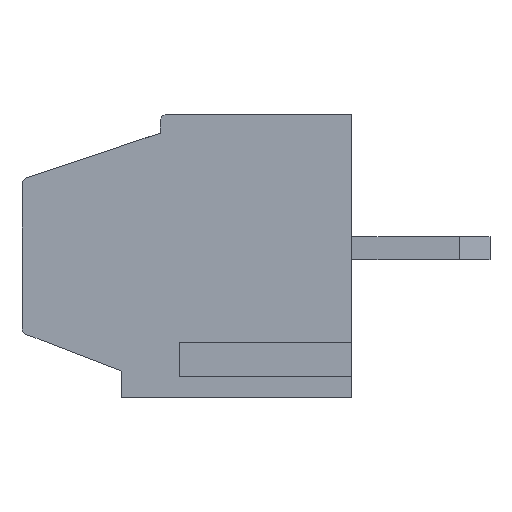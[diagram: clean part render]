
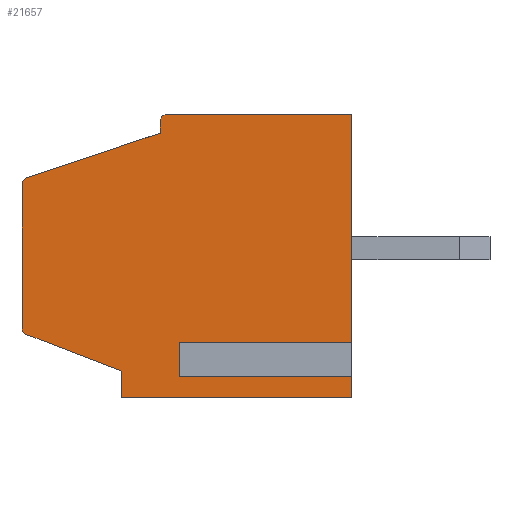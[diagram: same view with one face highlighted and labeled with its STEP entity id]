
A CAD part, left-side view. The second image highlights one B-rep face of the part: STEP entity #21657.
In plain terms, the highlighted planar face has unit normal (-1, 0, 0).
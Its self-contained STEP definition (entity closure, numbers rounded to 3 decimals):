
#404 = EDGE_CURVE ( 'NONE', #23871, #14289, #17319, .T. ) ;
#406 = DIRECTION ( 'NONE',  ( 0., 0., -1. ) ) ;
#436 = VECTOR ( 'NONE', #15028, 1000. ) ;
#766 = VERTEX_POINT ( 'NONE', #10550 ) ;
#814 = VECTOR ( 'NONE', #19351, 1000. ) ;
#940 = VERTEX_POINT ( 'NONE', #946 ) ;
#946 = CARTESIAN_POINT ( 'NONE',  ( 0., 4.5, 1.268 ) ) ;
#961 = LINE ( 'NONE', #25285, #1482 ) ;
#983 = AXIS2_PLACEMENT_3D ( 'NONE', #26611, #19954, #11422 ) ;
#1002 = LINE ( 'NONE', #20799, #20493 ) ;
#1191 = EDGE_CURVE ( 'NONE', #940, #14471, #18601, .T. ) ;
#1482 = VECTOR ( 'NONE', #12378, 1000. ) ;
#1513 = EDGE_LOOP ( 'NONE', ( #20063, #21734, #17898, #27345, #7615, #11392, #18721, #10598, #2170, #5694, #15146, #15239, #3960, #7512, #7947 ) ) ;
#1526 = CARTESIAN_POINT ( 'NONE',  ( 0., 8.472, 1.651 ) ) ;
#1707 = EDGE_CURVE ( 'NONE', #20798, #8284, #23872, .T. ) ;
#1844 = LINE ( 'NONE', #3183, #8639 ) ;
#2170 = ORIENTED_EDGE ( 'NONE', *, *, #21974, .F. ) ;
#2721 = DIRECTION ( 'NONE',  ( 0., -1., 0. ) ) ;
#3068 = VECTOR ( 'NONE', #2721, 1000. ) ;
#3183 = CARTESIAN_POINT ( 'NONE',  ( 0., 6., 0.7 ) ) ;
#3847 = VERTEX_POINT ( 'NONE', #19235 ) ;
#3960 = ORIENTED_EDGE ( 'NONE', *, *, #6950, .F. ) ;
#4208 = DIRECTION ( 'NONE',  ( 0., 0., -1. ) ) ;
#4238 = CARTESIAN_POINT ( 'NONE',  ( 0., 8.6, 7.4 ) ) ;
#4341 = EDGE_CURVE ( 'NONE', #12019, #11595, #19312, .T. ) ;
#4466 = EDGE_CURVE ( 'NONE', #11595, #3847, #4471, .T. ) ;
#4471 = LINE ( 'NONE', #17731, #19121 ) ;
#4481 = VECTOR ( 'NONE', #10832, 1000. ) ;
#4537 = EDGE_CURVE ( 'NONE', #14471, #8284, #13155, .T. ) ;
#4750 = DIRECTION ( 'NONE',  ( 0., 0., -1. ) ) ;
#5694 = ORIENTED_EDGE ( 'NONE', *, *, #17262, .T. ) ;
#6098 = VERTEX_POINT ( 'NONE', #18771 ) ;
#6323 = VERTEX_POINT ( 'NONE', #10871 ) ;
#6341 = PLANE ( 'NONE',  #23171 ) ;
#6707 = DIRECTION ( 'NONE',  ( 0., 0., -1. ) ) ;
#6742 = CARTESIAN_POINT ( 'NONE',  ( 0., 0., 7.4 ) ) ;
#6755 = FACE_OUTER_BOUND ( 'NONE', #1513, .T. ) ;
#6883 = DIRECTION ( 'NONE',  ( 0., 0., 1. ) ) ;
#6950 = EDGE_CURVE ( 'NONE', #940, #6098, #13139, .T. ) ;
#7283 = EDGE_CURVE ( 'NONE', #26088, #14289, #961, .T. ) ;
#7512 = ORIENTED_EDGE ( 'NONE', *, *, #1191, .T. ) ;
#7615 = ORIENTED_EDGE ( 'NONE', *, *, #9768, .T. ) ;
#7907 = DIRECTION ( 'NONE',  ( 0., -1., 0. ) ) ;
#7947 = ORIENTED_EDGE ( 'NONE', *, *, #4537, .T. ) ;
#8284 = VERTEX_POINT ( 'NONE', #24847 ) ;
#8357 = DIRECTION ( 'NONE',  ( 1., 0., 0. ) ) ;
#8476 = CARTESIAN_POINT ( 'NONE',  ( 0., 8.6, 5.7 ) ) ;
#8545 = LINE ( 'NONE', #11130, #12286 ) ;
#8639 = VECTOR ( 'NONE', #19387, 1000. ) ;
#8703 = DIRECTION ( 'NONE',  ( -1., 0., 0. ) ) ;
#9670 = VECTOR ( 'NONE', #4750, 1000. ) ;
#9725 = DIRECTION ( 'NONE',  ( 0., 0., 1. ) ) ;
#9768 = EDGE_CURVE ( 'NONE', #12019, #766, #24612, .T. ) ;
#10049 = VECTOR ( 'NONE', #7907, 1000. ) ;
#10550 = CARTESIAN_POINT ( 'NONE',  ( 0., 8.6, 5.556 ) ) ;
#10598 = ORIENTED_EDGE ( 'NONE', *, *, #7283, .F. ) ;
#10832 = DIRECTION ( 'NONE',  ( 0., -1., 0. ) ) ;
#10871 = CARTESIAN_POINT ( 'NONE',  ( 0., 0., 0. ) ) ;
#11130 = CARTESIAN_POINT ( 'NONE',  ( 0., 0., 7.4 ) ) ;
#11162 = CIRCLE ( 'NONE', #18886, 0.2 ) ;
#11392 = ORIENTED_EDGE ( 'NONE', *, *, #27652, .F. ) ;
#11422 = DIRECTION ( 'NONE',  ( 0., 0., -1. ) ) ;
#11515 = CARTESIAN_POINT ( 'NONE',  ( 0., 6., 0.7 ) ) ;
#11595 = VERTEX_POINT ( 'NONE', #22343 ) ;
#12019 = VERTEX_POINT ( 'NONE', #24038 ) ;
#12286 = VECTOR ( 'NONE', #25879, 1000. ) ;
#12378 = DIRECTION ( 'NONE',  ( 0., 0.933, 0.359 ) ) ;
#13139 = LINE ( 'NONE', #19975, #9670 ) ;
#13155 = LINE ( 'NONE', #6742, #21897 ) ;
#13909 = EDGE_CURVE ( 'NONE', #20798, #3847, #11162, .T. ) ;
#14041 = CARTESIAN_POINT ( 'NONE',  ( 0., 5.53, 1.268 ) ) ;
#14289 = VERTEX_POINT ( 'NONE', #1526 ) ;
#14322 = VERTEX_POINT ( 'NONE', #21457 ) ;
#14471 = VERTEX_POINT ( 'NONE', #26122 ) ;
#15024 = AXIS2_PLACEMENT_3D ( 'NONE', #24616, #20086, #406 ) ;
#15028 = DIRECTION ( 'NONE',  ( 0., -0.949, 0.316 ) ) ;
#15146 = ORIENTED_EDGE ( 'NONE', *, *, #22023, .T. ) ;
#15239 = ORIENTED_EDGE ( 'NONE', *, *, #16430, .F. ) ;
#15590 = DIRECTION ( 'NONE',  ( 0., 0., 1. ) ) ;
#16295 = LINE ( 'NONE', #22246, #3068 ) ;
#16430 = EDGE_CURVE ( 'NONE', #6098, #14322, #16295, .T. ) ;
#16996 = CARTESIAN_POINT ( 'NONE',  ( 0., 8.6, 0. ) ) ;
#17262 = EDGE_CURVE ( 'NONE', #24415, #6323, #27749, .T. ) ;
#17319 = CIRCLE ( 'NONE', #15024, 0.2 ) ;
#17731 = CARTESIAN_POINT ( 'NONE',  ( 0., 5., 6.9 ) ) ;
#17898 = ORIENTED_EDGE ( 'NONE', *, *, #4466, .F. ) ;
#18601 = LINE ( 'NONE', #14041, #10049 ) ;
#18721 = ORIENTED_EDGE ( 'NONE', *, *, #404, .T. ) ;
#18771 = CARTESIAN_POINT ( 'NONE',  ( 0., 4.5, 0.732 ) ) ;
#18886 = AXIS2_PLACEMENT_3D ( 'NONE', #19405, #8703, #6707 ) ;
#19121 = VECTOR ( 'NONE', #6883, 1000. ) ;
#19235 = CARTESIAN_POINT ( 'NONE',  ( 0., 5., 7.2 ) ) ;
#19312 = LINE ( 'NONE', #8476, #436 ) ;
#19351 = DIRECTION ( 'NONE',  ( 0., -1., 0. ) ) ;
#19387 = DIRECTION ( 'NONE',  ( 0., 0., 1. ) ) ;
#19405 = CARTESIAN_POINT ( 'NONE',  ( 0., 4.8, 7.2 ) ) ;
#19954 = DIRECTION ( 'NONE',  ( -1., 0., 0. ) ) ;
#19975 = CARTESIAN_POINT ( 'NONE',  ( 0., 4.5, 0.732 ) ) ;
#20063 = ORIENTED_EDGE ( 'NONE', *, *, #1707, .F. ) ;
#20086 = DIRECTION ( 'NONE',  ( -1., 0., 0. ) ) ;
#20493 = VECTOR ( 'NONE', #9725, 1000. ) ;
#20798 = VERTEX_POINT ( 'NONE', #22715 ) ;
#20799 = CARTESIAN_POINT ( 'NONE',  ( 0., 8.6, 7.4 ) ) ;
#21457 = CARTESIAN_POINT ( 'NONE',  ( 0., 0., 0.732 ) ) ;
#21657 = ADVANCED_FACE ( 'NONE', ( #6755 ), #6341, .F. ) ;
#21715 = CARTESIAN_POINT ( 'NONE',  ( 0., 8.6, 7.4 ) ) ;
#21734 = ORIENTED_EDGE ( 'NONE', *, *, #13909, .T. ) ;
#21897 = VECTOR ( 'NONE', #15590, 1000. ) ;
#21974 = EDGE_CURVE ( 'NONE', #24415, #26088, #1844, .T. ) ;
#22023 = EDGE_CURVE ( 'NONE', #6323, #14322, #8545, .T. ) ;
#22246 = CARTESIAN_POINT ( 'NONE',  ( 0., 5.53, 0.732 ) ) ;
#22289 = CARTESIAN_POINT ( 'NONE',  ( 0., 8.6, 1.837 ) ) ;
#22343 = CARTESIAN_POINT ( 'NONE',  ( 0., 5., 6.9 ) ) ;
#22715 = CARTESIAN_POINT ( 'NONE',  ( 0., 4.8, 7.4 ) ) ;
#23171 = AXIS2_PLACEMENT_3D ( 'NONE', #21715, #8357, #4208 ) ;
#23871 = VERTEX_POINT ( 'NONE', #22289 ) ;
#23872 = LINE ( 'NONE', #4238, #814 ) ;
#24038 = CARTESIAN_POINT ( 'NONE',  ( 0., 8.463, 5.746 ) ) ;
#24415 = VERTEX_POINT ( 'NONE', #27692 ) ;
#24612 = CIRCLE ( 'NONE', #983, 0.2 ) ;
#24616 = CARTESIAN_POINT ( 'NONE',  ( 0., 8.4, 1.837 ) ) ;
#24847 = CARTESIAN_POINT ( 'NONE',  ( 0., 0., 7.4 ) ) ;
#25285 = CARTESIAN_POINT ( 'NONE',  ( 0., 8.6, 1.7 ) ) ;
#25879 = DIRECTION ( 'NONE',  ( 0., 0., 1. ) ) ;
#26088 = VERTEX_POINT ( 'NONE', #11515 ) ;
#26122 = CARTESIAN_POINT ( 'NONE',  ( 0., 0., 1.268 ) ) ;
#26611 = CARTESIAN_POINT ( 'NONE',  ( 0., 8.4, 5.556 ) ) ;
#27345 = ORIENTED_EDGE ( 'NONE', *, *, #4341, .F. ) ;
#27652 = EDGE_CURVE ( 'NONE', #23871, #766, #1002, .T. ) ;
#27692 = CARTESIAN_POINT ( 'NONE',  ( 0., 6., 0. ) ) ;
#27749 = LINE ( 'NONE', #16996, #4481 ) ;
